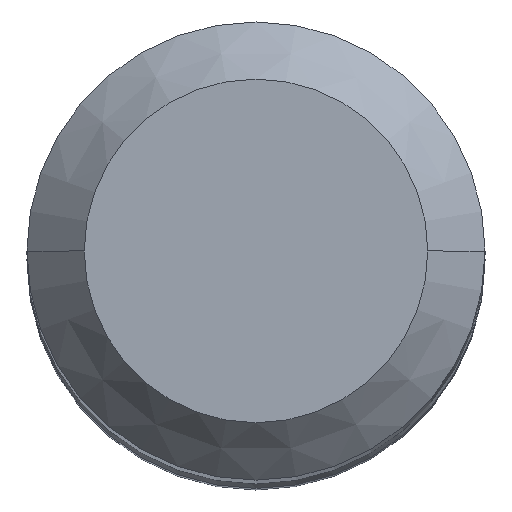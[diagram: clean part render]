
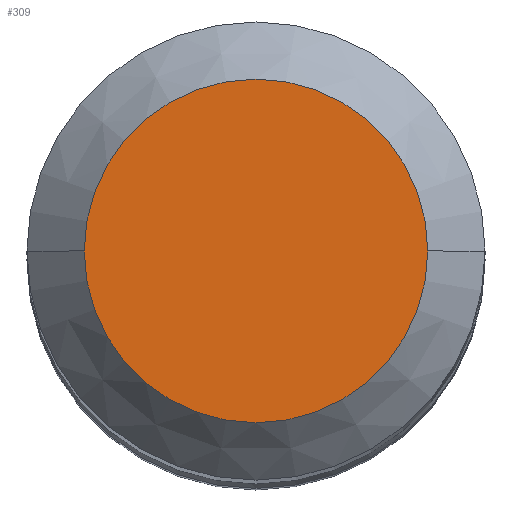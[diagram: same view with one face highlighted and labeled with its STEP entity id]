
A CAD part, top view. The second image highlights one B-rep face of the part: STEP entity #309.
In plain terms, the highlighted planar face has unit normal (0, 0, 1).
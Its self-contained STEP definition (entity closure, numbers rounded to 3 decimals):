
#39=CARTESIAN_POINT('',(0.,0.,36.));
#40=DIRECTION('',(0.,0.,1.));
#41=DIRECTION('',(-1.,0.,0.));
#42=AXIS2_PLACEMENT_3D('',#39,#40,#41);
#48=CARTESIAN_POINT('',(0.,0.,36.));
#49=DIRECTION('',(0.,0.,-1.));
#50=DIRECTION('',(-1.,0.,0.));
#51=AXIS2_PLACEMENT_3D('',#48,#49,#50);
#274=CARTESIAN_POINT('',(-3.,0.,36.));
#275=VERTEX_POINT('',#274);
#284=CARTESIAN_POINT('',(3.,0.,36.));
#285=VERTEX_POINT('',#284);
#298=CARTESIAN_POINT('',(0.,0.,36.));
#299=DIRECTION('',(0.,0.,-1.));
#300=DIRECTION('',(1.,0.,0.));
#301=AXIS2_PLACEMENT_3D('',#298,#299,#300);
#302=PLANE('',#301);
#304=ORIENTED_EDGE('',*,*,#303,.F.);
#306=ORIENTED_EDGE('',*,*,#305,.T.);
#307=EDGE_LOOP('',(#304,#306));
#308=FACE_OUTER_BOUND('',#307,.F.);
#309=ADVANCED_FACE('',(#308),#302,.F.);
#43=CIRCLE('',#42,3.);
#52=CIRCLE('',#51,3.);
#303=EDGE_CURVE('',#275,#285,#43,.T.);
#305=EDGE_CURVE('',#275,#285,#52,.T.);
